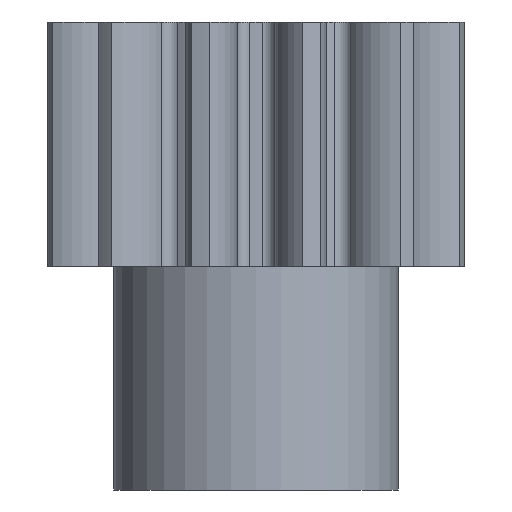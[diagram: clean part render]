
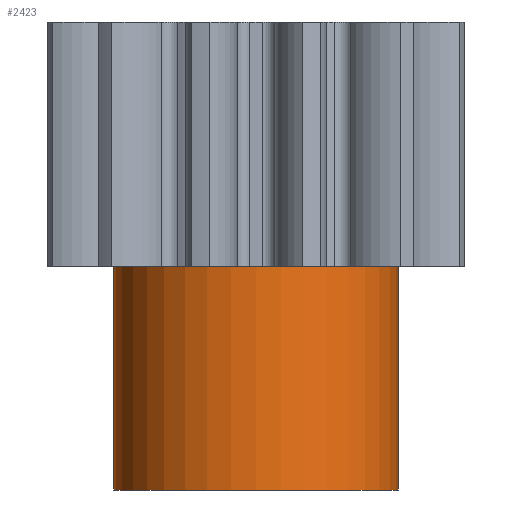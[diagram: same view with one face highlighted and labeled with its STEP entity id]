
A CAD part, front view. The second image highlights one B-rep face of the part: STEP entity #2423.
In plain terms, the highlighted cylindrical face has radius 7 mm (diameter 14 mm), a partial arc.
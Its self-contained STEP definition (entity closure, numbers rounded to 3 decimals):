
#108 = CARTESIAN_POINT ( 'NONE',  ( 0., 0., -11. ) ) ;
#308 = DIRECTION ( 'NONE',  ( 0., 0., 1. ) ) ;
#320 = DIRECTION ( 'NONE',  ( 1., 0., 0. ) ) ;
#560 = AXIS2_PLACEMENT_3D ( 'NONE', #108, #308, #320 ) ;
#561 = CIRCLE ( 'NONE', #560, 7. ) ;
#724 = DIRECTION ( 'NONE',  ( 1., 0., 0. ) ) ;
#725 = DIRECTION ( 'NONE',  ( 0., 0., 1. ) ) ;
#726 = CARTESIAN_POINT ( 'NONE',  ( 0., 0., -11. ) ) ;
#727 = AXIS2_PLACEMENT_3D ( 'NONE', #726, #725, #724 ) ;
#728 = CYLINDRICAL_SURFACE ( 'NONE', #727, 7. ) ;
#1035 = FACE_OUTER_BOUND ( 'NONE', #2441, .T. ) ;
#1353 = VERTEX_POINT ( 'NONE', #2482 ) ;
#1375 = EDGE_CURVE ( 'NONE', #1426, #1422, #2522, .T. ) ;
#1378 = VERTEX_POINT ( 'NONE', #2710 ) ;
#1382 = EDGE_CURVE ( 'NONE', #1353, #1378, #2694, .T. ) ;
#1422 = VERTEX_POINT ( 'NONE', #2633 ) ;
#1426 = VERTEX_POINT ( 'NONE', #2624 ) ;
#1650 = EDGE_CURVE ( 'NONE', #1422, #1378, #2784, .T. ) ;
#2423 = ADVANCED_FACE ( 'NONE', ( #1035 ), #728, .T. ) ;
#2424 = EDGE_CURVE ( 'NONE', #1426, #1353, #561, .T. ) ;
#2426 = ORIENTED_EDGE ( 'NONE', *, *, #1650, .F. ) ;
#2427 = ORIENTED_EDGE ( 'NONE', *, *, #1382, .T. ) ;
#2439 = ORIENTED_EDGE ( 'NONE', *, *, #2424, .T. ) ;
#2441 = EDGE_LOOP ( 'NONE', ( #2503, #2439, #2427, #2426 ) ) ;
#2482 = CARTESIAN_POINT ( 'NONE',  ( 7., 0., -11. ) ) ;
#2503 = ORIENTED_EDGE ( 'NONE', *, *, #1375, .F. ) ;
#2521 = CARTESIAN_POINT ( 'NONE',  ( -7., 0., -11. ) ) ;
#2522 = LINE ( 'NONE', #2521, #2700 ) ;
#2624 = CARTESIAN_POINT ( 'NONE',  ( -7., 0., -11. ) ) ;
#2633 = CARTESIAN_POINT ( 'NONE',  ( -7., 0., 0. ) ) ;
#2684 = DIRECTION ( 'NONE',  ( 0., 0., 1. ) ) ;
#2685 = VECTOR ( 'NONE', #2684, 1000. ) ;
#2693 = CARTESIAN_POINT ( 'NONE',  ( 7., 0., -11. ) ) ;
#2694 = LINE ( 'NONE', #2693, #2685 ) ;
#2699 = DIRECTION ( 'NONE',  ( 0., 0., 1. ) ) ;
#2700 = VECTOR ( 'NONE', #2699, 1000. ) ;
#2710 = CARTESIAN_POINT ( 'NONE',  ( 7., 0., 0. ) ) ;
#2774 = DIRECTION ( 'NONE',  ( 1., 0., 0. ) ) ;
#2775 = DIRECTION ( 'NONE',  ( 0., 0., 1. ) ) ;
#2776 = CARTESIAN_POINT ( 'NONE',  ( 0., 0., 0. ) ) ;
#2777 = AXIS2_PLACEMENT_3D ( 'NONE', #2776, #2775, #2774 ) ;
#2784 = CIRCLE ( 'NONE', #2777, 7. ) ;
